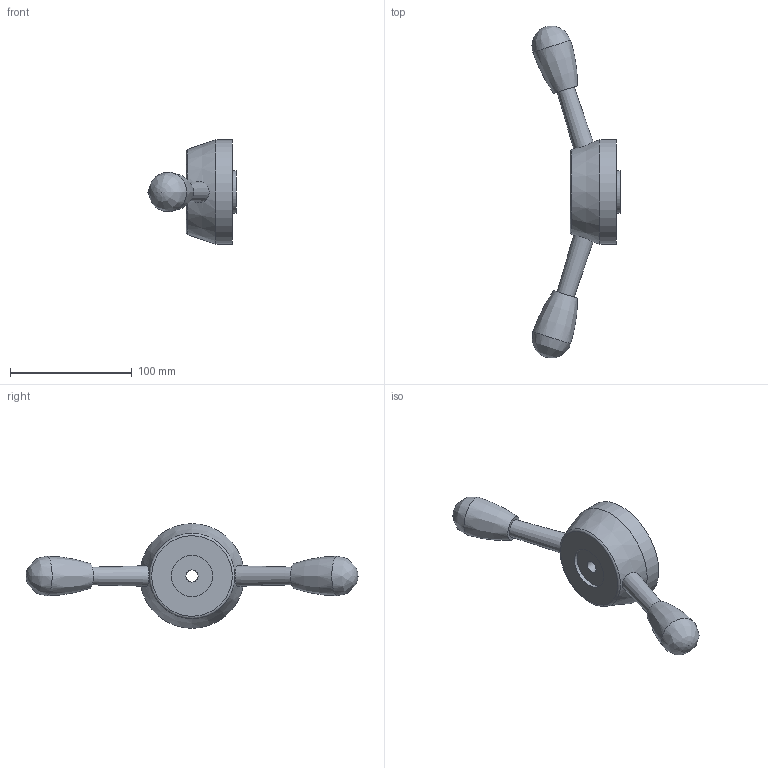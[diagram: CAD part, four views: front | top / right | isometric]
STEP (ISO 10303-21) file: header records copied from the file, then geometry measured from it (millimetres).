
FILE_DESCRIPTION(/* description */ (''),/* implementation_level */ '2;1');
FILE_NAME(/* name */ 'TA270',/* time_stamp */ '2012-11-23T18:03:49+08:00',/* author */ (''),/* organization */ (''),/* preprocessor_version */ 'ST-DEVELOPER v9',/* originating_system */ 'UGS - NX 4.0',/* authorisation */ '');
FILE_SCHEMA (('CONFIG_CONTROL_DESIGN'));
Length unit declared in the file: millimetre
Products named in the file (1): Admi3F9Fxqm3
Bounding box: 72.45 x 273 x 86 mm (x, y, z)
Volume: 252103.9 mm3; surface area: 40053 mm2
Topology: 1 solids, 1 shells, 36 faces, 82 edges, 52 vertices
Faces by surface type: cylinder 12, plane 12, cone 7, bspline 4, torus 1
Full cylindrical faces by diameter (mm): 10 x1, 34 x1, 35 x1, 86 x1
Entity records: 1154 total; most frequent: CARTESIAN_POINT 359, DIRECTION 138, ORIENTED_EDGE 128, EDGE_CURVE 64, AXIS2_PLACEMENT_3D 61, EDGE_LOOP 56, VERTEX_POINT 50, ADVANCED_FACE 36
